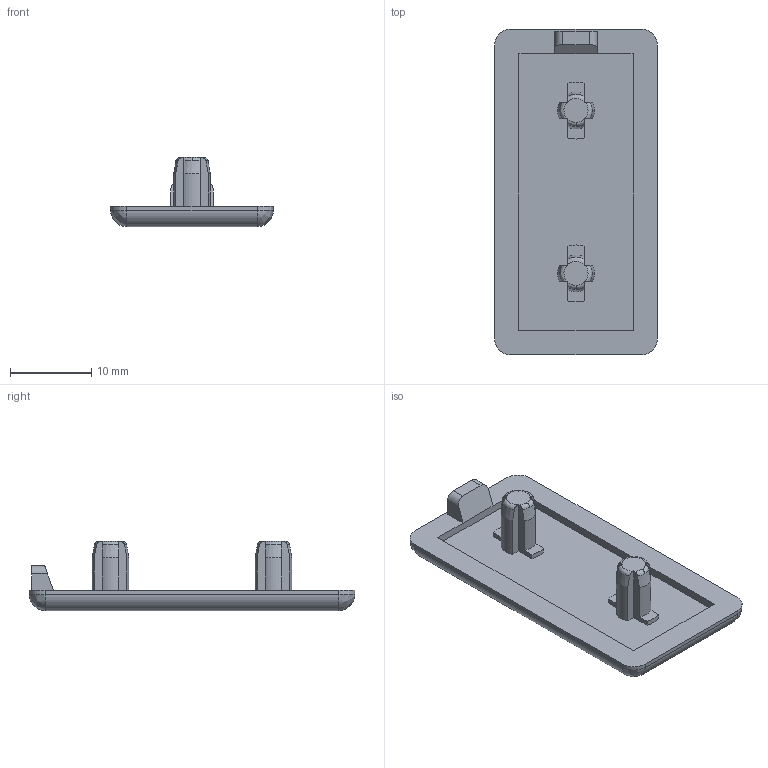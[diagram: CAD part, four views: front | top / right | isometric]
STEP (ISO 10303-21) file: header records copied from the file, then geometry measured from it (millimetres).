
FILE_DESCRIPTION (( 'STEP AP214' ), '1' );
FILE_NAME ('BASE05E1285-Embout 5 40x20 ép. 2.5mm, gris.step', '2023-03-24T09:35:23', ( 'Altae' ), ( '' ), 'SwSTEP 2.0', 'SolidWorks 2021', '' );
FILE_SCHEMA (( 'AUTOMOTIVE_DESIGN' ));
Length unit declared in the file: millimetre
Products named in the file (1): BASE05E1285-Embout 5 40x20 廧. 2.5mm, gris
Bounding box: 20 x 40 x 8.5 mm (x, y, z)
Volume: 1637.7 mm3; surface area: 2137.5 mm2
Topology: 1 solids, 1 shells, 88 faces, 237 edges, 150 vertices
Faces by surface type: plane 38, cylinder 26, bspline 14, cone 10
Entity records: 3023 total; most frequent: CARTESIAN_POINT 898, ORIENTED_EDGE 466, DIRECTION 403, EDGE_CURVE 233, VERTEX_POINT 150, AXIS2_PLACEMENT_3D 139, LINE 125, VECTOR 125
